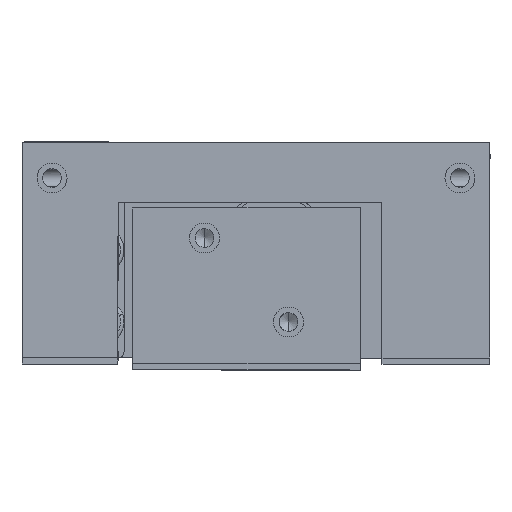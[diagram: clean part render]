
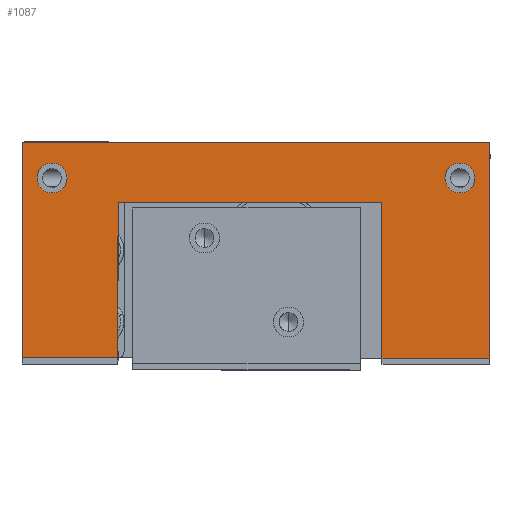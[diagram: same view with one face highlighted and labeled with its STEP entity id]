
A CAD part, left-side view. The second image highlights one B-rep face of the part: STEP entity #1087.
In plain terms, the highlighted planar face has unit normal (-1, 0, 0).
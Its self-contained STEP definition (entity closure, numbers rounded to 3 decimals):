
#1087=ADVANCED_FACE('',(#2343,#1311,#1312),#20262,.T.);
#1311=FACE_BOUND('',#3545,.T.);
#1312=FACE_BOUND('',#3546,.T.);
#2343=FACE_OUTER_BOUND('',#3544,.T.);
#3544=EDGE_LOOP('',(#8874,#8875,#8876,#8877,#8878,#8879,#8880,#8881));
#3545=EDGE_LOOP('',(#8882,#8883));
#3546=EDGE_LOOP('',(#8884,#8885));
#8874=ORIENTED_EDGE('',*,*,#13278,.T.);
#8875=ORIENTED_EDGE('',*,*,#13279,.T.);
#8876=ORIENTED_EDGE('',*,*,#13280,.T.);
#8877=ORIENTED_EDGE('',*,*,#13274,.F.);
#8878=ORIENTED_EDGE('',*,*,#13281,.T.);
#8879=ORIENTED_EDGE('',*,*,#13282,.T.);
#8880=ORIENTED_EDGE('',*,*,#13283,.T.);
#8881=ORIENTED_EDGE('',*,*,#13270,.F.);
#8882=ORIENTED_EDGE('',*,*,#13266,.T.);
#8883=ORIENTED_EDGE('',*,*,#13650,.T.);
#8884=ORIENTED_EDGE('',*,*,#13269,.T.);
#8885=ORIENTED_EDGE('',*,*,#13653,.T.);
#13266=EDGE_CURVE('',#18906,#19151,#14556,.T.);
#13269=EDGE_CURVE('',#18908,#19153,#14558,.T.);
#13270=EDGE_CURVE('',#18909,#18910,#16822,.T.);
#13274=EDGE_CURVE('',#18913,#18914,#16826,.T.);
#13278=EDGE_CURVE('',#18909,#18917,#16830,.T.);
#13279=EDGE_CURVE('',#18917,#18918,#16831,.T.);
#13280=EDGE_CURVE('',#18918,#18914,#16832,.T.);
#13281=EDGE_CURVE('',#18913,#18919,#16833,.T.);
#13282=EDGE_CURVE('',#18919,#18920,#16834,.T.);
#13283=EDGE_CURVE('',#18920,#18910,#16835,.T.);
#13650=EDGE_CURVE('',#19151,#18906,#14707,.T.);
#13653=EDGE_CURVE('',#19153,#18908,#14709,.T.);
#14556=(
BOUNDED_CURVE()
B_SPLINE_CURVE(2,(#56262,#56263,#56264,#56265,#56266),.UNSPECIFIED.,.F.,
 .F.)
B_SPLINE_CURVE_WITH_KNOTS((3,2,3),(-3.927,-1.963,
0.),.UNSPECIFIED.)
CURVE()
GEOMETRIC_REPRESENTATION_ITEM()
RATIONAL_B_SPLINE_CURVE((1.,0.707,1.,0.707,1.))
REPRESENTATION_ITEM('')
);
#14558=(
BOUNDED_CURVE()
B_SPLINE_CURVE(2,(#56274,#56275,#56276,#56277,#56278),.UNSPECIFIED.,.F.,
 .F.)
B_SPLINE_CURVE_WITH_KNOTS((3,2,3),(-3.927,-1.963,
0.),.UNSPECIFIED.)
CURVE()
GEOMETRIC_REPRESENTATION_ITEM()
RATIONAL_B_SPLINE_CURVE((1.,0.707,1.,0.707,1.))
REPRESENTATION_ITEM('')
);
#14707=(
BOUNDED_CURVE()
B_SPLINE_CURVE(2,(#58285,#58286,#58287,#58288,#58289),.UNSPECIFIED.,.F.,
 .F.)
B_SPLINE_CURVE_WITH_KNOTS((3,2,3),(0.,1.963,
3.927),.UNSPECIFIED.)
CURVE()
GEOMETRIC_REPRESENTATION_ITEM()
RATIONAL_B_SPLINE_CURVE((1.,0.707,1.,0.707,1.))
REPRESENTATION_ITEM('')
);
#14709=(
BOUNDED_CURVE()
B_SPLINE_CURVE(2,(#58297,#58298,#58299,#58300,#58301),.UNSPECIFIED.,.F.,
 .F.)
B_SPLINE_CURVE_WITH_KNOTS((3,2,3),(0.,1.963,
3.927),.UNSPECIFIED.)
CURVE()
GEOMETRIC_REPRESENTATION_ITEM()
RATIONAL_B_SPLINE_CURVE((1.,0.707,1.,0.707,1.))
REPRESENTATION_ITEM('')
);
#16822=B_SPLINE_CURVE_WITH_KNOTS('',1,(#56279,#56280),.UNSPECIFIED.,.F.,
 .F.,(2,2),(0.,9.),.UNSPECIFIED.);
#16826=B_SPLINE_CURVE_WITH_KNOTS('',1,(#56287,#56288),.UNSPECIFIED.,.F.,
 .F.,(2,2),(0.,8.),.UNSPECIFIED.);
#16830=B_SPLINE_CURVE_WITH_KNOTS('',1,(#56295,#56296),.UNSPECIFIED.,.F.,
 .F.,(2,2),(0.,18.),.UNSPECIFIED.);
#16831=B_SPLINE_CURVE_WITH_KNOTS('',1,(#56297,#56298),.UNSPECIFIED.,.F.,
 .F.,(2,2),(0.,39.),.UNSPECIFIED.);
#16832=B_SPLINE_CURVE_WITH_KNOTS('',1,(#56299,#56300),.UNSPECIFIED.,.F.,
 .F.,(2,2),(0.,18.),.UNSPECIFIED.);
#16833=B_SPLINE_CURVE_WITH_KNOTS('',1,(#56301,#56302),.UNSPECIFIED.,.F.,
 .F.,(2,2),(0.,13.),.UNSPECIFIED.);
#16834=B_SPLINE_CURVE_WITH_KNOTS('',1,(#56303,#56304),.UNSPECIFIED.,.F.,
 .F.,(2,2),(0.,22.),.UNSPECIFIED.);
#16835=B_SPLINE_CURVE_WITH_KNOTS('',1,(#56305,#56306),.UNSPECIFIED.,.F.,
 .F.,(2,2),(0.,13.),.UNSPECIFIED.);
#18906=VERTEX_POINT('',#43455);
#18908=VERTEX_POINT('',#43457);
#18909=VERTEX_POINT('',#43458);
#18910=VERTEX_POINT('',#43459);
#18913=VERTEX_POINT('',#43462);
#18914=VERTEX_POINT('',#43463);
#18917=VERTEX_POINT('',#43466);
#18918=VERTEX_POINT('',#43467);
#18919=VERTEX_POINT('',#43468);
#18920=VERTEX_POINT('',#43469);
#19151=VERTEX_POINT('',#43700);
#19153=VERTEX_POINT('',#43702);
#20262=PLANE('',#21155);
#21155=AXIS2_PLACEMENT_3D('',#40749,#22120,$);
#22120=DIRECTION('',(-1.,0.,0.));
#40749=CARTESIAN_POINT('',(-35.,-23.52,20.92));
#43455=CARTESIAN_POINT('',(-35.,15.75,16.));
#43457=CARTESIAN_POINT('',(-35.,-18.25,16.));
#43458=CARTESIAN_POINT('',(-35.,-19.5,1.));
#43459=CARTESIAN_POINT('',(-35.,-10.5,1.));
#43462=CARTESIAN_POINT('',(-35.,11.5,1.));
#43463=CARTESIAN_POINT('',(-35.,19.5,1.));
#43466=CARTESIAN_POINT('',(-35.,-19.5,19.));
#43467=CARTESIAN_POINT('',(-35.,19.5,19.));
#43468=CARTESIAN_POINT('',(-35.,11.5,14.));
#43469=CARTESIAN_POINT('',(-35.,-10.5,14.));
#43700=CARTESIAN_POINT('',(-35.,18.25,16.));
#43702=CARTESIAN_POINT('',(-35.,-15.75,16.));
#56262=CARTESIAN_POINT('',(-35.,15.75,16.));
#56263=CARTESIAN_POINT('',(-35.,15.75,14.75));
#56264=CARTESIAN_POINT('',(-35.,17.,14.75));
#56265=CARTESIAN_POINT('',(-35.,18.25,14.75));
#56266=CARTESIAN_POINT('',(-35.,18.25,16.));
#56274=CARTESIAN_POINT('',(-35.,-18.25,16.));
#56275=CARTESIAN_POINT('',(-35.,-18.25,14.75));
#56276=CARTESIAN_POINT('',(-35.,-17.,14.75));
#56277=CARTESIAN_POINT('',(-35.,-15.75,14.75));
#56278=CARTESIAN_POINT('',(-35.,-15.75,16.));
#56279=CARTESIAN_POINT('',(-35.,-19.5,1.));
#56280=CARTESIAN_POINT('',(-35.,-10.5,1.));
#56287=CARTESIAN_POINT('',(-35.,11.5,1.));
#56288=CARTESIAN_POINT('',(-35.,19.5,1.));
#56295=CARTESIAN_POINT('',(-35.,-19.5,1.));
#56296=CARTESIAN_POINT('',(-35.,-19.5,19.));
#56297=CARTESIAN_POINT('',(-35.,-19.5,19.));
#56298=CARTESIAN_POINT('',(-35.,19.5,19.));
#56299=CARTESIAN_POINT('',(-35.,19.5,19.));
#56300=CARTESIAN_POINT('',(-35.,19.5,1.));
#56301=CARTESIAN_POINT('',(-35.,11.5,1.));
#56302=CARTESIAN_POINT('',(-35.,11.5,14.));
#56303=CARTESIAN_POINT('',(-35.,11.5,14.));
#56304=CARTESIAN_POINT('',(-35.,-10.5,14.));
#56305=CARTESIAN_POINT('',(-35.,-10.5,14.));
#56306=CARTESIAN_POINT('',(-35.,-10.5,1.));
#58285=CARTESIAN_POINT('',(-35.,18.25,16.));
#58286=CARTESIAN_POINT('',(-35.,18.25,17.25));
#58287=CARTESIAN_POINT('',(-35.,17.,17.25));
#58288=CARTESIAN_POINT('',(-35.,15.75,17.25));
#58289=CARTESIAN_POINT('',(-35.,15.75,16.));
#58297=CARTESIAN_POINT('',(-35.,-15.75,16.));
#58298=CARTESIAN_POINT('',(-35.,-15.75,17.25));
#58299=CARTESIAN_POINT('',(-35.,-17.,17.25));
#58300=CARTESIAN_POINT('',(-35.,-18.25,17.25));
#58301=CARTESIAN_POINT('',(-35.,-18.25,16.));
